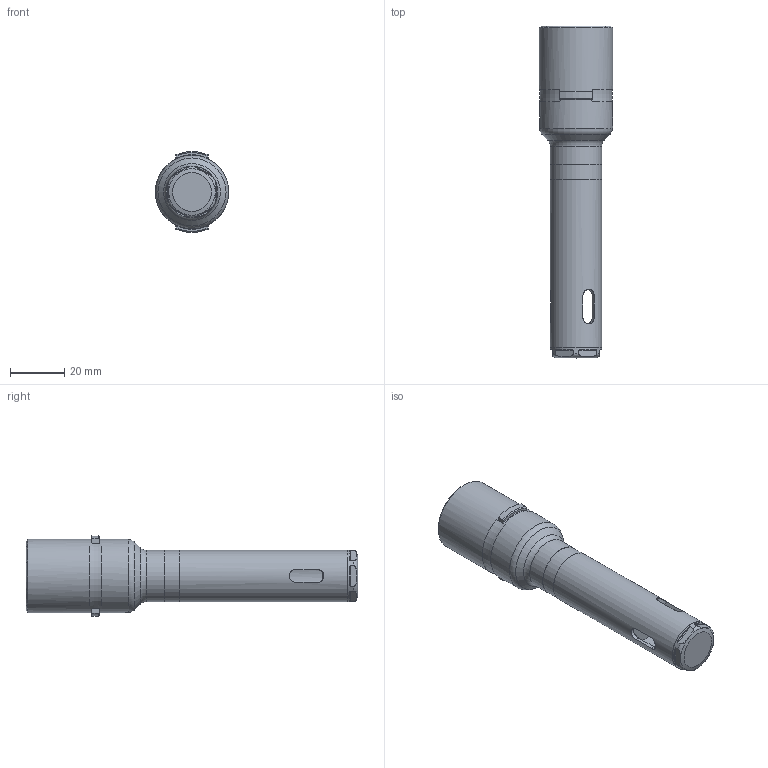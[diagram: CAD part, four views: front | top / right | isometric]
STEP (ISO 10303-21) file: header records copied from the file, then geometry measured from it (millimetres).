
FILE_DESCRIPTION(/* description */ (''),/* implementation_level */ '2;1');
FILE_NAME(/* name */ '99-3207.stp',/* time_stamp */ '2022-04-27T09:29:37-04:00',/* author */ (''),/* organization */ (''),/* preprocessor_version */ 'ST-DEVELOPER v16.7',/* originating_system */ 'SIEMENS PLM Software NX 1946',/* authorisation */ '');
FILE_SCHEMA (('AUTOMOTIVE_DESIGN { 1 0 10303 214 3 1 1 1 }'));
Length unit declared in the file: inch
Products named in the file (1): 99-3207
Bounding box: 26.94 x 121.91 x 29.68 mm (x, y, z)
Volume: 42869 mm3; surface area: 10189.9 mm2
Topology: 1 solids, 1 shells, 73 faces, 203 edges, 134 vertices
Faces by surface type: plane 37, cylinder 21, torus 10, cone 5
Full cylindrical faces by diameter (mm): 16.319 x1, 18.796 x1, 18.86 x1, 18.986 x2, 26.861 x1, 26.937 x1
Entity records: 2937 total; most frequent: CARTESIAN_POINT 1174, ORIENTED_EDGE 364, DIRECTION 342, EDGE_CURVE 182, AXIS2_PLACEMENT_3D 135, VERTEX_POINT 126, EDGE_LOOP 92, ADVANCED_FACE 73
